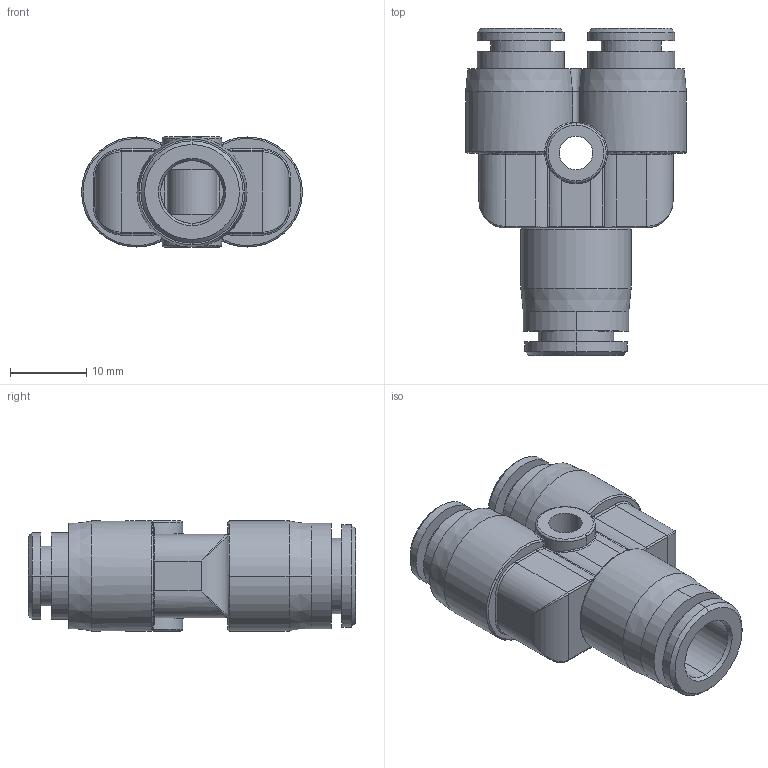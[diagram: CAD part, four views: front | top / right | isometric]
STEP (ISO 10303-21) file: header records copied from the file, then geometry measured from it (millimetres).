
FILE_DESCRIPTION((''),'2;1');
FILE_NAME('347611B_982P-8-6','2005-04-27T',('konstruktion'),(''),'PRO/ENGINEER BY PARAMETRIC TECHNOLOGY CORPORATION, 2004440','PRO/ENGINEER BY PARAMETRIC TECHNOLOGY CORPORATION, 2004440','');
FILE_SCHEMA(('CONFIG_CONTROL_DESIGN'));
Length unit declared in the file: millimetre
Products named in the file (1): 347611B_982P-8-6
Bounding box: 28.9 x 42.8 x 14.4 mm (x, y, z)
Volume: 7020.2 mm3; surface area: 5323.1 mm2
Topology: 1 solids, 1 shells, 207 faces, 502 edges, 300 vertices
Faces by surface type: cylinder 69, plane 58, bspline 40, torus 22, cone 18
Entity records: 7891 total; most frequent: CARTESIAN_POINT 3216, ORIENTED_EDGE 996, DIRECTION 956, EDGE_CURVE 498, AXIS2_PLACEMENT_3D 389, VERTEX_POINT 300, CIRCLE 222, EDGE_LOOP 220
